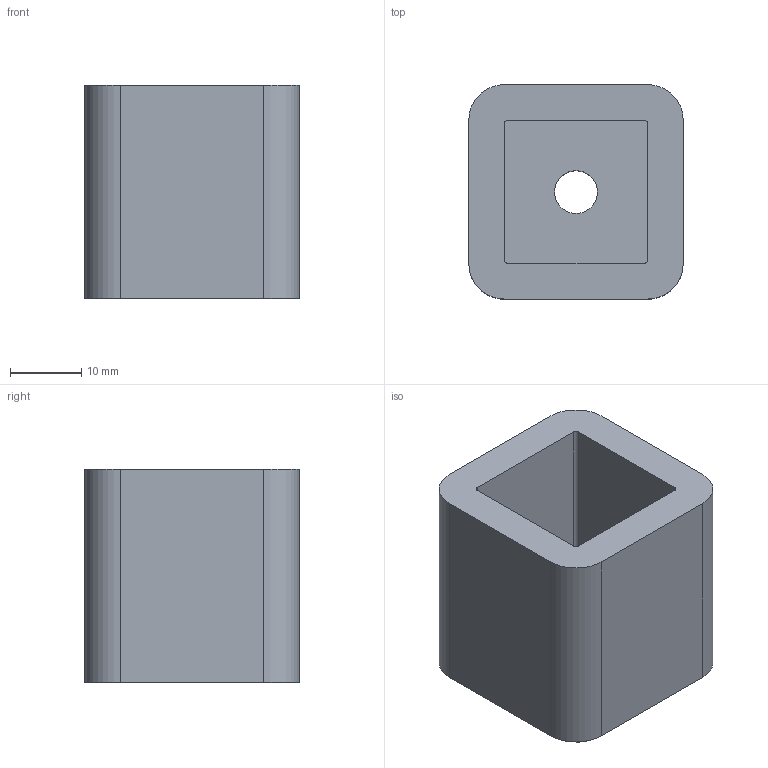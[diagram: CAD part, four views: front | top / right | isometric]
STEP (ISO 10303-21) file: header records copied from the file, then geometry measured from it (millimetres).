
FILE_DESCRIPTION (( 'STEP AP214' ), '1' );
FILE_NAME ('M5 Helicoil Tap Guide.STEP', '2024-08-12T15:06:34', ( '' ), ( '' ), 'SwSTEP 2.0', 'SolidWorks 2024', '' );
FILE_SCHEMA (( 'AUTOMOTIVE_DESIGN' ));
Length unit declared in the file: millimetre
Products named in the file (1): M5 Helicoil Tap Guide
Bounding box: 30.1 x 30.1 x 30 mm (x, y, z)
Volume: 18159.4 mm3; surface area: 6953.6 mm2
Topology: 1 solids, 1 shells, 146 faces, 375 edges, 247 vertices
Faces by surface type: plane 86, bspline 46, cylinder 9, cone 5
Full cylindrical faces by diameter (mm): 6 x1
Entity records: 6635 total; most frequent: CARTESIAN_POINT 3357, ORIENTED_EDGE 746, DIRECTION 506, EDGE_CURVE 373, LINE 258, VECTOR 258, VERTEX_POINT 247, EDGE_LOOP 166
